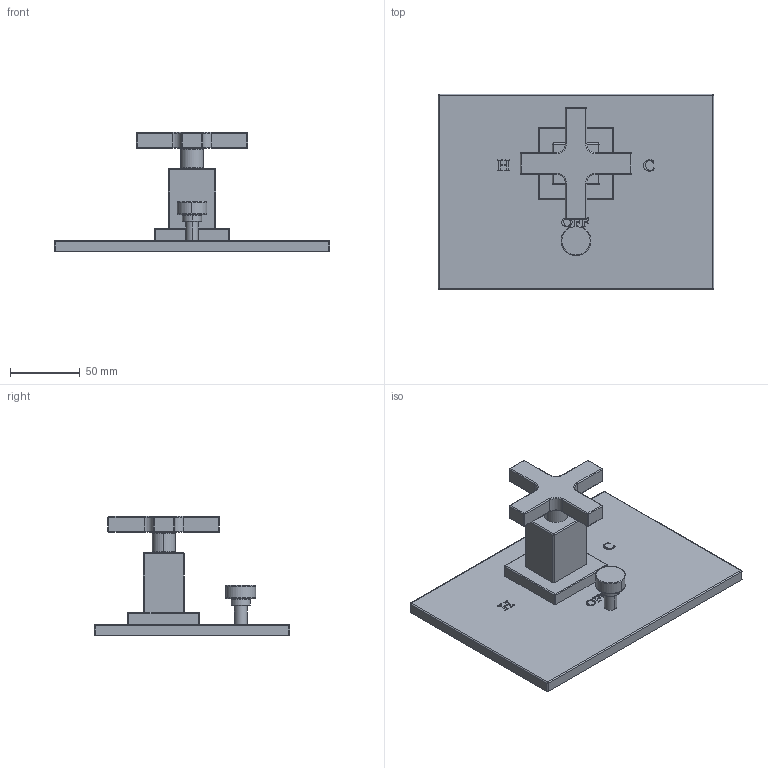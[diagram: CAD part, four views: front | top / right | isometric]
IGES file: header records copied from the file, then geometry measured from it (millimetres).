
Start section:  PTC IGES file: 5-2062bp.igs
Global section: file name: 5-2062bp.igs; native system: Creo Parametric by PTC Inc.; preprocessor: 2018400; author: jinson.thomas; organization: Unknown; date: 20210608.114533; units: inch
Bounding box: 196.85 x 139.7 x 85.24 mm (x, y, z)
Volume: 316864.6 mm3; surface area: 77214.4 mm2
Topology: 1 solids, 1 shells, 368 faces, 946 edges, 594 vertices
Faces by surface type: extrusion 178, revolution 116, bspline 74
